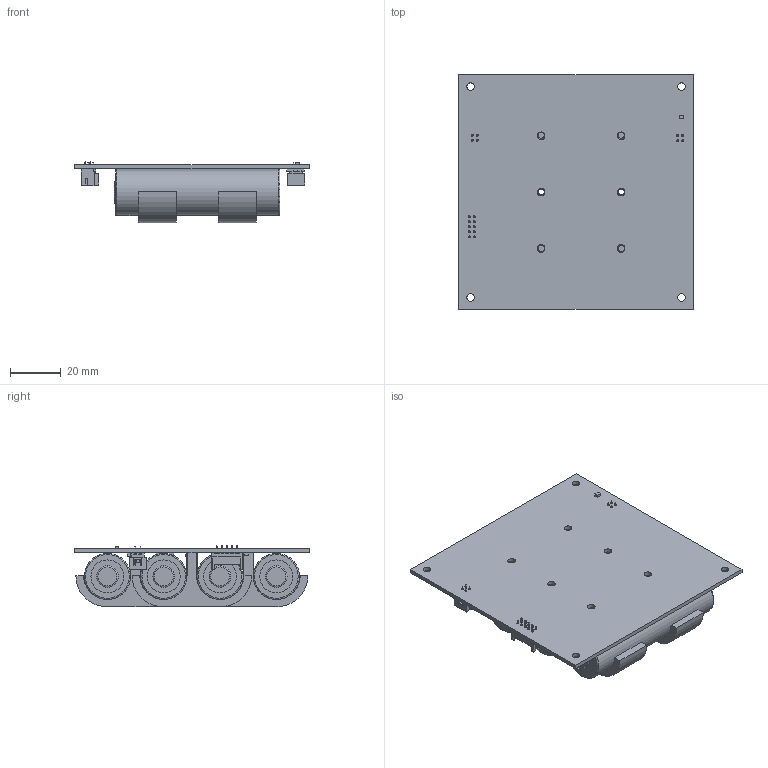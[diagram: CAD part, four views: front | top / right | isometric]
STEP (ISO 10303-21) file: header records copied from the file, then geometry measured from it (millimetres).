
FILE_DESCRIPTION(('Open CASCADE Model'),'2;1');
FILE_NAME('Open CASCADE Shape Model','2021-03-13T13:56:29',('Author'),( 'Open CASCADE'),'Open CASCADE STEP processor 6.8','Open CASCADE 6.8' ,'Unknown');
FILE_SCHEMA(('AUTOMOTIVE_DESIGN { 1 0 10303 214 1 1 1 1 }'));
Length unit declared in the file: millimetre
Products named in the file (1): PCB
Bounding box: 92.46 x 92.46 x 24.2 mm (x, y, z)
Volume: 40461.3 mm3; surface area: 54290.7 mm2
Topology: 34 solids, 62 shells, 809 faces, 1998 edges, 1303 vertices
Faces by surface type: plane 705, cylinder 92, torus 12
Full cylindrical faces by diameter (mm): 0.8 x18, 3 x10, 8.5 x4, 13 x8, 18.2 x4
Entity records: 24110 total; most frequent: CARTESIAN_POINT 4199, ORIENTED_EDGE 3916, DIRECTION 3826, EDGE_CURVE 1982, LINE 1734, VECTOR 1734, VERTEX_POINT 1271, AXIS2_PLACEMENT_3D 1046
